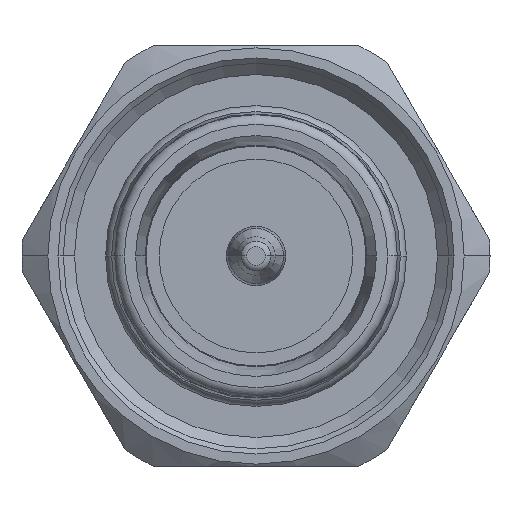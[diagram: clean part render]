
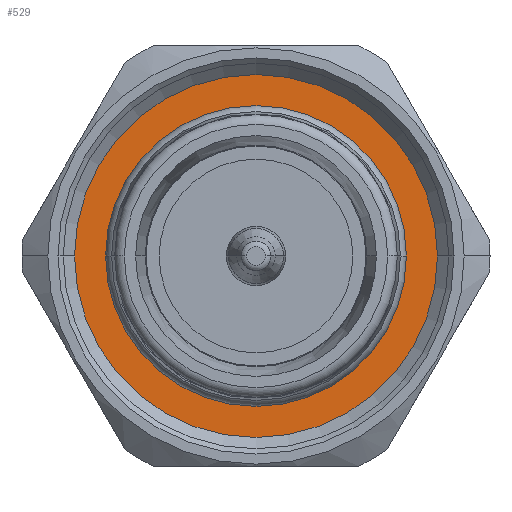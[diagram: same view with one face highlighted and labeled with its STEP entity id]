
A CAD part, left-side view. The second image highlights one B-rep face of the part: STEP entity #529.
In plain terms, the highlighted planar face has unit normal (-1, 0, 0).
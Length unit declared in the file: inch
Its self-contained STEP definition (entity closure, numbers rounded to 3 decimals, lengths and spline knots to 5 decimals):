
#28 = CARTESIAN_POINT ( 'NONE',  ( 0.33143, -0.37364, 0. ) ) ;
#215 = DIRECTION ( 'NONE',  ( 0., -1., 0. ) ) ;
#310 = CIRCLE ( 'NONE', #419, 0.29729 ) ;
#419 = AXIS2_PLACEMENT_3D ( 'NONE', #3351, #2859, #437 ) ;
#437 = DIRECTION ( 'NONE',  ( 0., -1., 0. ) ) ;
#485 = CARTESIAN_POINT ( 'NONE',  ( 0.33143, 0., 0. ) ) ;
#505 = VERTEX_POINT ( 'NONE', #5788 ) ;
#529 = ADVANCED_FACE ( 'NONE', ( #3814, #6204 ), #2858, .F. ) ;
#701 = DIRECTION ( 'NONE',  ( -1., 0., 0. ) ) ;
#1179 = CARTESIAN_POINT ( 'NONE',  ( 0.33143, 0., 0. ) ) ;
#1207 = AXIS2_PLACEMENT_3D ( 'NONE', #2919, #2821, #4380 ) ;
#1619 = EDGE_CURVE ( 'NONE', #3299, #2161, #310, .T. ) ;
#1623 = DIRECTION ( 'NONE',  ( -1., 0., 0. ) ) ;
#1833 = CIRCLE ( 'NONE', #3458, 0.37364 ) ;
#1953 = AXIS2_PLACEMENT_3D ( 'NONE', #4436, #4499, #2584 ) ;
#2161 = VERTEX_POINT ( 'NONE', #2559 ) ;
#2447 = ORIENTED_EDGE ( 'NONE', *, *, #5113, .T. ) ;
#2559 = CARTESIAN_POINT ( 'NONE',  ( 0.33143, -0.29729, 0. ) ) ;
#2578 = CIRCLE ( 'NONE', #5704, 0.37364 ) ;
#2584 = DIRECTION ( 'NONE',  ( 0., -1., 0. ) ) ;
#2640 = EDGE_LOOP ( 'NONE', ( #2742, #2447 ) ) ;
#2730 = VERTEX_POINT ( 'NONE', #28 ) ;
#2742 = ORIENTED_EDGE ( 'NONE', *, *, #6191, .T. ) ;
#2821 = DIRECTION ( 'NONE',  ( 1., 0., 0. ) ) ;
#2858 = PLANE ( 'NONE',  #1207 ) ;
#2859 = DIRECTION ( 'NONE',  ( -1., 0., 0. ) ) ;
#2919 = CARTESIAN_POINT ( 'NONE',  ( 0.33143, 0.37364, 0. ) ) ;
#3240 = EDGE_CURVE ( 'NONE', #2161, #3299, #4876, .T. ) ;
#3299 = VERTEX_POINT ( 'NONE', #3669 ) ;
#3351 = CARTESIAN_POINT ( 'NONE',  ( 0.33143, 0., 0. ) ) ;
#3458 = AXIS2_PLACEMENT_3D ( 'NONE', #1179, #701, #215 ) ;
#3669 = CARTESIAN_POINT ( 'NONE',  ( 0.33143, 0.29729, 0. ) ) ;
#3814 = FACE_BOUND ( 'NONE', #4453, .T. ) ;
#4380 = DIRECTION ( 'NONE',  ( 0., 1., 0. ) ) ;
#4436 = CARTESIAN_POINT ( 'NONE',  ( 0.33143, 0., 0. ) ) ;
#4453 = EDGE_LOOP ( 'NONE', ( #5705, #5358 ) ) ;
#4499 = DIRECTION ( 'NONE',  ( -1., 0., 0. ) ) ;
#4876 = CIRCLE ( 'NONE', #1953, 0.29729 ) ;
#4904 = DIRECTION ( 'NONE',  ( 0., -1., 0. ) ) ;
#5113 = EDGE_CURVE ( 'NONE', #505, #2730, #2578, .T. ) ;
#5358 = ORIENTED_EDGE ( 'NONE', *, *, #1619, .F. ) ;
#5704 = AXIS2_PLACEMENT_3D ( 'NONE', #485, #1623, #4904 ) ;
#5705 = ORIENTED_EDGE ( 'NONE', *, *, #3240, .F. ) ;
#5788 = CARTESIAN_POINT ( 'NONE',  ( 0.33143, 0.37364, 0. ) ) ;
#6191 = EDGE_CURVE ( 'NONE', #2730, #505, #1833, .T. ) ;
#6204 = FACE_OUTER_BOUND ( 'NONE', #2640, .T. ) ;
